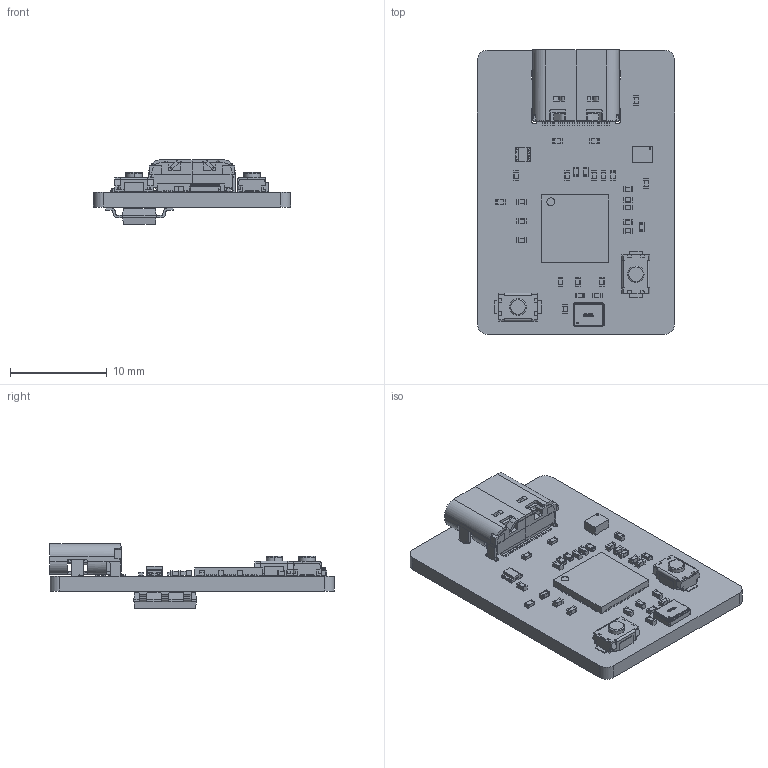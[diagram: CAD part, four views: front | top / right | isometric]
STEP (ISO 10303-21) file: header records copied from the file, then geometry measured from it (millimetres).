
FILE_DESCRIPTION(('KiCad electronic assembly'),'2;1');
FILE_NAME('sugarkey.step','2025-10-25T15:48:58',('Pcbnew'),('Kicad'), 'Open CASCADE STEP processor 7.9','KiCad to STEP converter','Unknown' );
FILE_SCHEMA(('AUTOMOTIVE_DESIGN { 1 0 10303 214 1 1 1 1 }'));
Length unit declared in the file: millimetre
Products named in the file (11): sugarkey 1; R_0402; C_0402; LED-SMD_4P-L1.6-W1.5_XL-1615RGBC-WS2812B; AOTA-B201610S3R3-101-T; RP2350A-QFN60; TS-1088-AR02016; CRYSTAL-SMD_4P-L3.2-W2.5-BL; USB_C_Receptacle_GCT_USB4105-xx-A_16P_TopMnt_Horizontal; SOT-223; sugarkey_PCB
Assembly tree (36 placements, depth 2):
  sugarkey 1
    R_0402  x8
    C_0402  x19
    LED-SMD_4P-L1.6-W1.5_XL-1615RGBC-WS2812B
    AOTA-B201610S3R3-101-T
    RP2350A-QFN60
    TS-1088-AR02016  x2
    CRYSTAL-SMD_4P-L3.2-W2.5-BL
    USB_C_Receptacle_GCT_USB4105-xx-A_16P_TopMnt_Horizontal
    SOT-223
    sugarkey_PCB
Bounding box: 20.4 x 29.43 x 6.69 mm (x, y, z)
Volume: 1146.3 mm3; surface area: 2401.3 mm2
Topology: 77 solids, 77 shells, 2896 faces, 7689 edges, 5031 vertices
Faces by surface type: plane 2063, cylinder 591, bspline 218, torus 16, cone 8
Full cylindrical faces by diameter (mm): 0.212 x9, 0.5 x2, 0.65 x2, 0.8 x1
Entity records: 78722 total; most frequent: CARTESIAN_POINT 14700, ORIENTED_EDGE 10969, DIRECTION 9372, EDGE_CURVE 5485, LINE 4426, VECTOR 4426, VERTEX_POINT 3581, AXIS2_PLACEMENT_3D 2473
